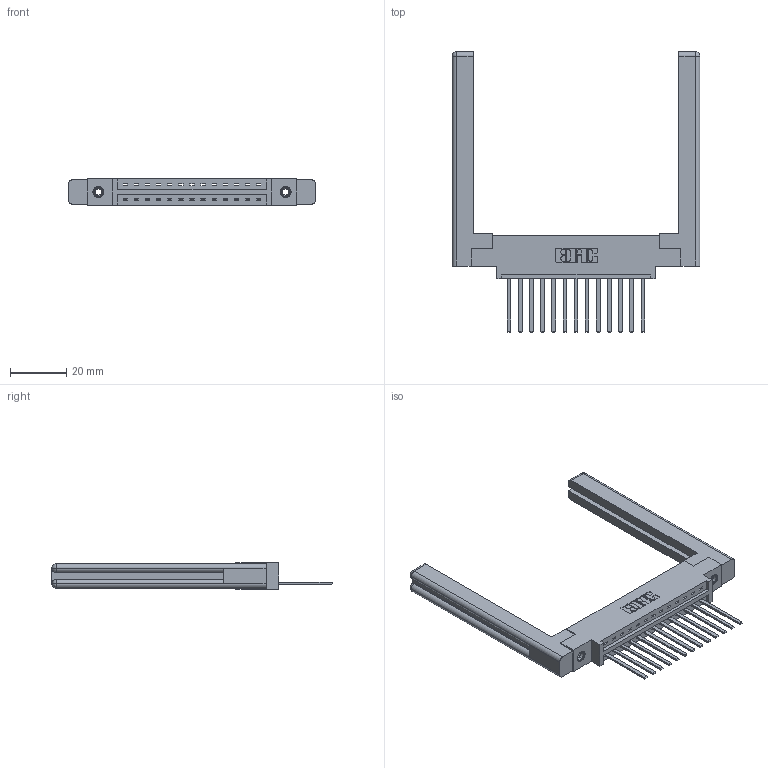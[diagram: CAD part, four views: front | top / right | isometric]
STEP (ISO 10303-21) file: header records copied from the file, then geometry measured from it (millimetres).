
FILE_DESCRIPTION (( 'STEP AP203' ), '1' );
FILE_NAME ('387-013-544-658.STEP', '2019-10-02T14:47:52', ( '' ), ( '' ), 'SwSTEP 2.0', 'SolidWorks 2016', '' );
FILE_SCHEMA (( 'CONFIG_CONTROL_DESIGN' ));
Length unit declared in the file: inch
Products named in the file (5): 345-292-001_345-293-144; 337 Part_0.170 Offset - 0.156 Dia-TI; 387-013-544-658; 345-250-001_345-250-001-102; 307-220-058
Assembly tree (18 placements, depth 2):
  387-013-544-658
    337 Part_0.170 Offset - 0.156 Dia-TI
    345-292-001_345-293-144  x13
    345-250-001_345-250-001-102  x2
    307-220-058  x2
Bounding box: 88.14 x 99.7 x 9.4 mm (x, y, z)
Volume: 15992.8 mm3; surface area: 14768.9 mm2
Topology: 18 solids, 18 shells, 988 faces, 2887 edges, 1894 vertices
Faces by surface type: plane 704, cylinder 260, cone 12, torus 12
Entity records: 15996 total; most frequent: CARTESIAN_POINT 2784, ORIENTED_EDGE 2672, DIRECTION 2418, EDGE_CURVE 1336, LINE 1164, VECTOR 1164, VERTEX_POINT 882, AXIS2_PLACEMENT_3D 627
